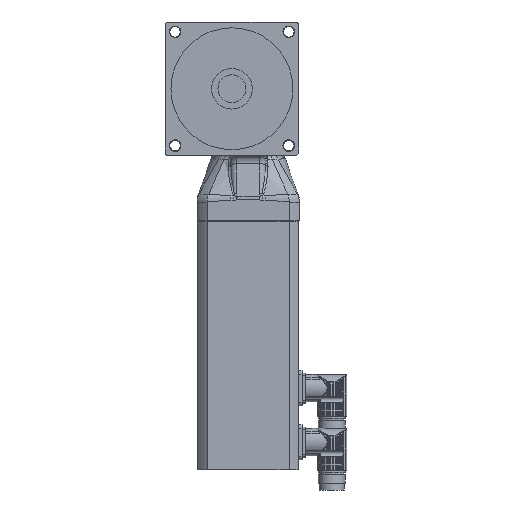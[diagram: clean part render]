
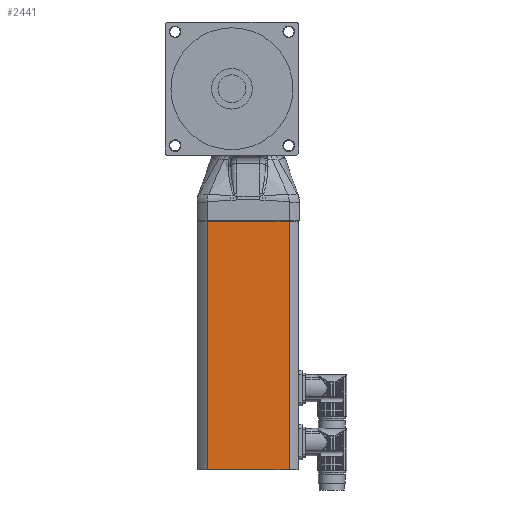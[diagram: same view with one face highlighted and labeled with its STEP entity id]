
A CAD part, front view. The second image highlights one B-rep face of the part: STEP entity #2441.
In plain terms, the highlighted planar face has unit normal (0, -1, 0).
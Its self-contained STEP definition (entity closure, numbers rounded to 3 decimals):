
#2441=ADVANCED_FACE('',(#3461),#3311,.T.);
#3311=PLANE('',#13502);
#3461=FACE_OUTER_BOUND('',#4279,.T.);
#4279=EDGE_LOOP('',(#5269,#5270,#5271,#5272));
#5269=ORIENTED_EDGE('',*,*,#10423,.F.);
#5270=ORIENTED_EDGE('',*,*,#10424,.T.);
#5271=ORIENTED_EDGE('',*,*,#10425,.F.);
#5272=ORIENTED_EDGE('',*,*,#10426,.T.);
#9189=VERTEX_POINT('',#18682);
#9190=VERTEX_POINT('',#18683);
#9191=VERTEX_POINT('',#18685);
#9192=VERTEX_POINT('',#18687);
#10423=EDGE_CURVE('',#9189,#9190,#12383,.T.);
#10424=EDGE_CURVE('',#9189,#9191,#12384,.T.);
#10425=EDGE_CURVE('',#9192,#9191,#12385,.T.);
#10426=EDGE_CURVE('',#9192,#9190,#12386,.T.);
#12383=LINE('',#18681,#12942);
#12384=LINE('',#18684,#12943);
#12385=LINE('',#18686,#12944);
#12386=LINE('',#18688,#12945);
#12942=VECTOR('',#15043,1.);
#12943=VECTOR('',#15044,1.);
#12944=VECTOR('',#15045,1.);
#12945=VECTOR('',#15046,1.);
#13502=AXIS2_PLACEMENT_3D('',#18689,#15047,#15048);
#15043=DIRECTION('',(0.,0.,-1.));
#15044=DIRECTION('',(-1.,0.,0.));
#15045=DIRECTION('',(0.,0.,1.));
#15046=DIRECTION('',(1.,0.,0.));
#15047=DIRECTION('',(0.,-1.,0.));
#15048=DIRECTION('',(0.,0.,-1.));
#18681=CARTESIAN_POINT('',(78.767,0.,0.));
#18682=CARTESIAN_POINT('',(78.767,0.,167.));
#18683=CARTESIAN_POINT('',(78.767,0.,-47.));
#18684=CARTESIAN_POINT('',(43.5,0.,167.));
#18685=CARTESIAN_POINT('',(8.233,0.,167.));
#18686=CARTESIAN_POINT('',(8.233,0.,0.));
#18687=CARTESIAN_POINT('',(8.233,0.,-47.));
#18688=CARTESIAN_POINT('',(43.5,0.,-47.));
#18689=CARTESIAN_POINT('',(43.5,0.,0.));
